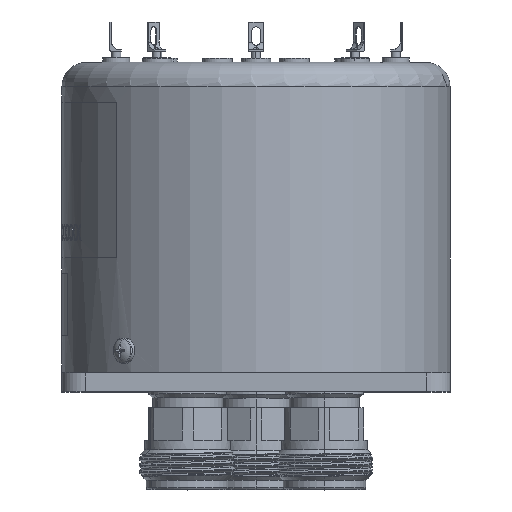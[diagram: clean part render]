
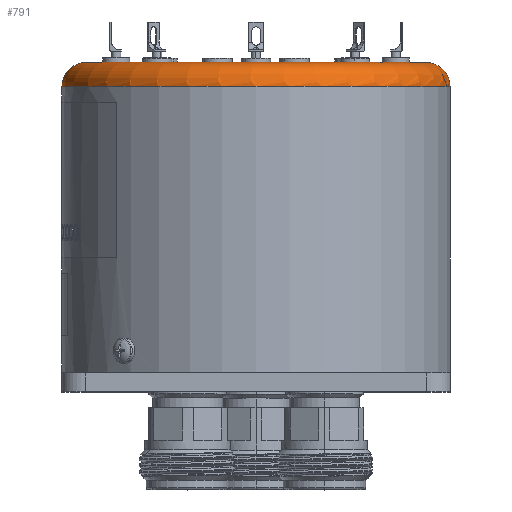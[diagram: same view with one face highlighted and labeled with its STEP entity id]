
A CAD part, top view. The second image highlights one B-rep face of the part: STEP entity #791.
In plain terms, the highlighted toroidal (fillet/blend) face has major radius 27.788 mm and minor radius 3.937 mm.
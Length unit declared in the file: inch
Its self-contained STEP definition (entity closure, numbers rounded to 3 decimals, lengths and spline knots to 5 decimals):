
#535 = CARTESIAN_POINT ( 'NONE',  ( 0., 2.561, 0. ) ) ;
#791 = ADVANCED_FACE ( 'NONE', ( #20051 ), #26597, .T. ) ;
#1201 = DIRECTION ( 'NONE',  ( -1., 0., 0. ) ) ;
#2133 = B_SPLINE_CURVE_WITH_KNOTS ( 'NONE', 3,
 ( #14461, #5939, #21258, #2603 ),
 .UNSPECIFIED., .F., .F.,
 ( 4, 4 ),
 ( 0., 0.00011 ),
 .UNSPECIFIED. ) ;
#2603 = CARTESIAN_POINT ( 'NONE',  ( 0.04184, 2.561, -1.0932 ) ) ;
#2681 = CARTESIAN_POINT ( 'NONE',  ( 0.05252, 2.561, -1.09274 ) ) ;
#3082 = DIRECTION ( 'NONE',  ( 0., 1., 0. ) ) ;
#3290 = DIRECTION ( 'NONE',  ( 0., 1., 0. ) ) ;
#3389 = CARTESIAN_POINT ( 'NONE',  ( 0., 2.561, 0. ) ) ;
#3599 = DIRECTION ( 'NONE',  ( 0., 0., 1. ) ) ;
#3906 = ORIENTED_EDGE ( 'NONE', *, *, #8299, .F. ) ;
#3936 = AXIS2_PLACEMENT_3D ( 'NONE', #27164, #25294, #27754 ) ;
#4310 = DIRECTION ( 'NONE',  ( 1., 0., 0. ) ) ;
#4709 = CARTESIAN_POINT ( 'NONE',  ( 0.04199, 2.56094, -1.09758 ) ) ;
#4718 = EDGE_CURVE ( 'NONE', #22275, #14195, #2133, .T. ) ;
#4890 = EDGE_CURVE ( 'NONE', #9251, #24514, #6523, .T. ) ;
#5487 = AXIS2_PLACEMENT_3D ( 'NONE', #15523, #22935, #13672 ) ;
#5939 = CARTESIAN_POINT ( 'NONE',  ( 0.04196, 2.56098, -1.09612 ) ) ;
#5978 = VERTEX_POINT ( 'NONE', #13180 ) ;
#6258 = CIRCLE ( 'NONE', #23509, 0.155 ) ;
#6272 = VERTEX_POINT ( 'NONE', #21272 ) ;
#6523 = B_SPLINE_CURVE_WITH_KNOTS ( 'NONE', 3,
 ( #2681, #16243, #25511, #7012 ),
 .UNSPECIFIED., .F., .F.,
 ( 4, 4 ),
 ( 0., 0.00012 ),
 .UNSPECIFIED. ) ;
#6541 = DIRECTION ( 'NONE',  ( 0., 1., 0. ) ) ;
#6707 = CARTESIAN_POINT ( 'NONE',  ( 0.04027, 2.56, -1.11085 ) ) ;
#7012 = CARTESIAN_POINT ( 'NONE',  ( 0.05267, 2.56092, -1.09764 ) ) ;
#7032 = CARTESIAN_POINT ( 'NONE',  ( 0.04185, 2.56076, -1.10209 ) ) ;
#7596 = EDGE_CURVE ( 'NONE', #17210, #9251, #28845, .T. ) ;
#8299 = EDGE_CURVE ( 'NONE', #6272, #17210, #6258, .T. ) ;
#8494 = ORIENTED_EDGE ( 'NONE', *, *, #19196, .F. ) ;
#8878 = CARTESIAN_POINT ( 'NONE',  ( 0.04085, 2.56024, -1.1087 ) ) ;
#9251 = VERTEX_POINT ( 'NONE', #20452 ) ;
#9284 = ORIENTED_EDGE ( 'NONE', *, *, #25356, .F. ) ;
#10214 = ORIENTED_EDGE ( 'NONE', *, *, #13295, .T. ) ;
#10259 = VERTEX_POINT ( 'NONE', #16440 ) ;
#11227 = AXIS2_PLACEMENT_3D ( 'NONE', #25438, #4310, #20806 ) ;
#11273 = CIRCLE ( 'NONE', #29986, 1.094 ) ;
#11920 = EDGE_CURVE ( 'NONE', #5978, #22275, #18831, .T. ) ;
#11941 = CARTESIAN_POINT ( 'NONE',  ( 0., 2.56, 0. ) ) ;
#12342 = DIRECTION ( 'NONE',  ( 0., 0., 1. ) ) ;
#13180 = CARTESIAN_POINT ( 'NONE',  ( 0.04027, 2.56, -1.11085 ) ) ;
#13295 = EDGE_CURVE ( 'NONE', #28866, #18579, #15166, .T. ) ;
#13672 = DIRECTION ( 'NONE',  ( 0., 0., 1. ) ) ;
#13845 = EDGE_LOOP ( 'NONE', ( #21771, #10214, #9284, #21303, #16341, #8494, #29920, #14893, #22659, #3906 ) ) ;
#14195 = VERTEX_POINT ( 'NONE', #23705 ) ;
#14461 = CARTESIAN_POINT ( 'NONE',  ( 0.04199, 2.56094, -1.09758 ) ) ;
#14893 = ORIENTED_EDGE ( 'NONE', *, *, #4890, .F. ) ;
#15041 = EDGE_CURVE ( 'NONE', #6272, #28866, #21218, .T. ) ;
#15166 = CIRCLE ( 'NONE', #11227, 0.155 ) ;
#15238 = CARTESIAN_POINT ( 'NONE',  ( 0.05267, 2.56092, -1.09764 ) ) ;
#15370 = CARTESIAN_POINT ( 'NONE',  ( 0., 2.561, -1.094 ) ) ;
#15501 = CIRCLE ( 'NONE', #28339, 1.11158 ) ;
#15523 = CARTESIAN_POINT ( 'NONE',  ( 0., 2.406, 0. ) ) ;
#16136 = CARTESIAN_POINT ( 'NONE',  ( 0.05262, 2.56079, -1.10195 ) ) ;
#16243 = CARTESIAN_POINT ( 'NONE',  ( 0.05264, 2.561, -1.09437 ) ) ;
#16341 = ORIENTED_EDGE ( 'NONE', *, *, #11920, .F. ) ;
#16411 = CARTESIAN_POINT ( 'NONE',  ( 0.04192, 2.56087, -1.09984 ) ) ;
#16440 = CARTESIAN_POINT ( 'NONE',  ( 0.05144, 2.56, -1.11039 ) ) ;
#17210 = VERTEX_POINT ( 'NONE', #27110 ) ;
#18579 = VERTEX_POINT ( 'NONE', #15370 ) ;
#18831 = B_SPLINE_CURVE_WITH_KNOTS ( 'NONE', 3,
 ( #6707, #8878, #30449, #7032, #16411, #4709 ),
 .UNSPECIFIED., .F., .F.,
 ( 4, 2, 4 ),
 ( 0.00011, 0.00028, 0.00045 ),
 .UNSPECIFIED. ) ;
#19115 = CARTESIAN_POINT ( 'NONE',  ( 0.04199, 2.56094, -1.09758 ) ) ;
#19196 = EDGE_CURVE ( 'NONE', #10259, #5978, #15501, .T. ) ;
#20051 = FACE_OUTER_BOUND ( 'NONE', #13845, .T. ) ;
#20452 = CARTESIAN_POINT ( 'NONE',  ( 0.05252, 2.561, -1.09274 ) ) ;
#20772 = CARTESIAN_POINT ( 'NONE',  ( 0.05267, 2.56092, -1.09764 ) ) ;
#20806 = DIRECTION ( 'NONE',  ( 0., 0., -1. ) ) ;
#20808 = B_SPLINE_CURVE_WITH_KNOTS ( 'NONE', 3,
 ( #20772, #16136, #23402, #22788 ),
 .UNSPECIFIED., .F., .F.,
 ( 4, 4 ),
 ( 0., 0.00033 ),
 .UNSPECIFIED. ) ;
#21132 = EDGE_CURVE ( 'NONE', #24514, #10259, #20808, .T. ) ;
#21218 = CIRCLE ( 'NONE', #5487, 1.249 ) ;
#21258 = CARTESIAN_POINT ( 'NONE',  ( 0.04193, 2.561, -1.09466 ) ) ;
#21272 = CARTESIAN_POINT ( 'NONE',  ( 0., 2.406, 1.249 ) ) ;
#21303 = ORIENTED_EDGE ( 'NONE', *, *, #4718, .F. ) ;
#21546 = CARTESIAN_POINT ( 'NONE',  ( 0., 2.406, -1.249 ) ) ;
#21771 = ORIENTED_EDGE ( 'NONE', *, *, #15041, .T. ) ;
#22275 = VERTEX_POINT ( 'NONE', #19115 ) ;
#22463 = CARTESIAN_POINT ( 'NONE',  ( 0., 2.406, 1.094 ) ) ;
#22659 = ORIENTED_EDGE ( 'NONE', *, *, #7596, .F. ) ;
#22788 = CARTESIAN_POINT ( 'NONE',  ( 0.05144, 2.56, -1.11039 ) ) ;
#22935 = DIRECTION ( 'NONE',  ( 0., 1., 0. ) ) ;
#23402 = CARTESIAN_POINT ( 'NONE',  ( 0.05226, 2.56047, -1.10621 ) ) ;
#23509 = AXIS2_PLACEMENT_3D ( 'NONE', #22463, #1201, #26807 ) ;
#23705 = CARTESIAN_POINT ( 'NONE',  ( 0.04184, 2.561, -1.0932 ) ) ;
#24514 = VERTEX_POINT ( 'NONE', #15238 ) ;
#25294 = DIRECTION ( 'NONE',  ( 0., 1., 0. ) ) ;
#25356 = EDGE_CURVE ( 'NONE', #14195, #18579, #11273, .T. ) ;
#25365 = DIRECTION ( 'NONE',  ( -1., 0., 0. ) ) ;
#25438 = CARTESIAN_POINT ( 'NONE',  ( 0., 2.406, -1.094 ) ) ;
#25511 = CARTESIAN_POINT ( 'NONE',  ( 0.05266, 2.56097, -1.09601 ) ) ;
#26597 = TOROIDAL_SURFACE ( 'NONE', #3936, 1.094, 0.155 ) ;
#26807 = DIRECTION ( 'NONE',  ( 0., 0., 1. ) ) ;
#27110 = CARTESIAN_POINT ( 'NONE',  ( 0., 2.561, 1.094 ) ) ;
#27164 = CARTESIAN_POINT ( 'NONE',  ( 0., 2.406, 0. ) ) ;
#27380 = AXIS2_PLACEMENT_3D ( 'NONE', #3389, #3082, #12342 ) ;
#27754 = DIRECTION ( 'NONE',  ( 0., 0., 1. ) ) ;
#28339 = AXIS2_PLACEMENT_3D ( 'NONE', #11941, #6541, #25365 ) ;
#28845 = CIRCLE ( 'NONE', #27380, 1.094 ) ;
#28866 = VERTEX_POINT ( 'NONE', #21546 ) ;
#29920 = ORIENTED_EDGE ( 'NONE', *, *, #21132, .F. ) ;
#29986 = AXIS2_PLACEMENT_3D ( 'NONE', #535, #3290, #3599 ) ;
#30449 = CARTESIAN_POINT ( 'NONE',  ( 0.0413, 2.56045, -1.10652 ) ) ;
